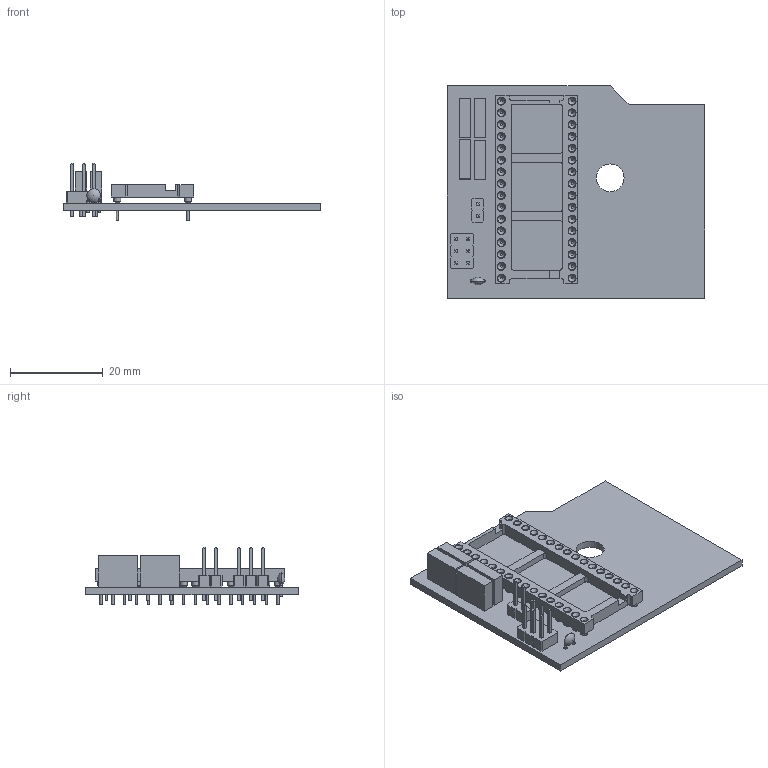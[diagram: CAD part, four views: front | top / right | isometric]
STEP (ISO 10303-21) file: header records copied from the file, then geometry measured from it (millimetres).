
FILE_DESCRIPTION(('KiCad electronic assembly'),'2;1');
FILE_NAME('flash_board.step','2025-02-07T10:31:13',('Pcbnew'),('Kicad'), 'Open CASCADE STEP processor 7.6','KiCad to STEP converter','Unknown' );
FILE_SCHEMA(('AUTOMOTIVE_DESIGN { 1 0 10303 214 1 1 1 1 }'));
Length unit declared in the file: millimetre
Products named in the file (12): flash_board 1; PinHeader_1x02_P2.54mm_Vertical; PinHeader_1x02_P254mm_Vertical; PinHeader_2x03_P2.54mm_Vertical; PinHeader_2x03_P254mm_Vertical; R_Box_L8.4mm_W2.5mm_P5.08mm; R_Box_L84mm_W25mm_P508mm; C_Disc_D3.0mm_W1.6mm_P2.50mm; C_Disc_D30mm_W16mm_P250mm; DIP-32_W15.24mm_Socket; DIP_32_W1524mm_Socket; _autosave-flash_board_PCB
Assembly tree (14 placements, depth 3):
  flash_board 1
    PinHeader_1x02_P2.54mm_Vertical
      PinHeader_1x02_P254mm_Vertical
    PinHeader_2x03_P2.54mm_Vertical
      PinHeader_2x03_P254mm_Vertical
    R_Box_L8.4mm_W2.5mm_P5.08mm  x4
      R_Box_L84mm_W25mm_P508mm
    C_Disc_D3.0mm_W1.6mm_P2.50mm
      C_Disc_D30mm_W16mm_P250mm
    DIP-32_W15.24mm_Socket
      DIP_32_W1524mm_Socket
    _autosave-flash_board_PCB
Bounding box: 55.37 x 45.72 x 12.32 mm (x, y, z)
Volume: 5523.2 mm3; surface area: 8396.8 mm2
Topology: 9 solids, 9 shells, 724 faces, 1446 edges, 919 vertices
Faces by surface type: plane 415, cylinder 209, cone 96, revolution 2, sphere 2
Full cylindrical faces by diameter (mm): 0.5 x2, 0.508 x64, 0.6 x8, 0.8 x42, 1 x8, 1.524 x32, 1.724 x32, 6 x1
Entity records: 23083 total; most frequent: DIRECTION 3337, CARTESIAN_POINT 3214, ORIENTED_EDGE 2780, EDGE_CURVE 1390, AXIS2_PLACEMENT_3D 1246, FACE_BOUND 977, EDGE_LOOP 977, VERTEX_POINT 883
